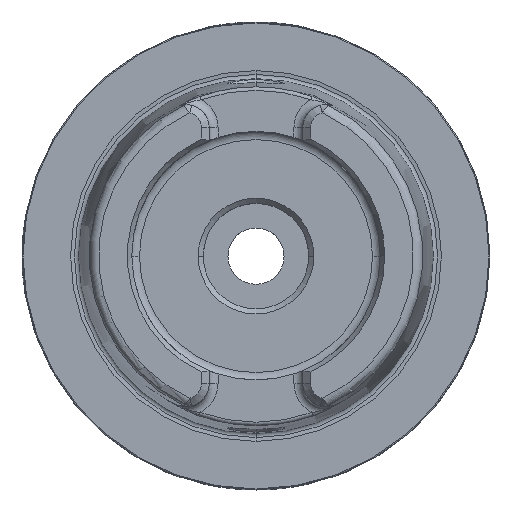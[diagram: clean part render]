
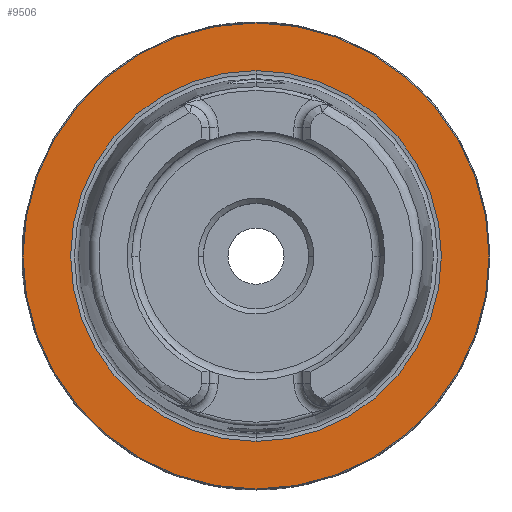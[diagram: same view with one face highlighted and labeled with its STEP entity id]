
A CAD part, top view. The second image highlights one B-rep face of the part: STEP entity #9506.
In plain terms, the highlighted planar face has unit normal (0, 0, 1).
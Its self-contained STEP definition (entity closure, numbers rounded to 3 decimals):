
#184 = ORIENTED_EDGE ( 'NONE', *, *, #12213, .T. ) ;
#436 = DIRECTION ( 'NONE',  ( 0., -1., 0. ) ) ;
#552 = AXIS2_PLACEMENT_3D ( 'NONE', #6873, #1214, #7788 ) ;
#647 = CIRCLE ( 'NONE', #5571, 39.59 ) ;
#1082 = CARTESIAN_POINT ( 'NONE',  ( 0., 49.965, 0. ) ) ;
#1214 = DIRECTION ( 'NONE',  ( 0., 0., -1. ) ) ;
#1984 = DIRECTION ( 'NONE',  ( 0., -1., 0. ) ) ;
#2019 = CARTESIAN_POINT ( 'NONE',  ( 0., 0., 0. ) ) ;
#2417 = CIRCLE ( 'NONE', #10996, 49.765 ) ;
#2436 = ORIENTED_EDGE ( 'NONE', *, *, #11161, .T. ) ;
#2732 = FACE_OUTER_BOUND ( 'NONE', #8756, .T. ) ;
#2944 = DIRECTION ( 'NONE',  ( 0., -1., 0. ) ) ;
#3027 = FACE_BOUND ( 'NONE', #9644, .T. ) ;
#3790 = CARTESIAN_POINT ( 'NONE',  ( 0., -39.59, 0. ) ) ;
#3924 = EDGE_CURVE ( 'NONE', #10082, #4729, #647, .T. ) ;
#4471 = CARTESIAN_POINT ( 'NONE',  ( 0., 0., 0. ) ) ;
#4729 = VERTEX_POINT ( 'NONE', #3790 ) ;
#4909 = CIRCLE ( 'NONE', #7477, 49.765 ) ;
#5144 = CARTESIAN_POINT ( 'NONE',  ( 0., -49.765, 0. ) ) ;
#5428 = DIRECTION ( 'NONE',  ( 0., 1., 0. ) ) ;
#5541 = EDGE_CURVE ( 'NONE', #10916, #7932, #4909, .T. ) ;
#5571 = AXIS2_PLACEMENT_3D ( 'NONE', #4471, #11069, #5428 ) ;
#6109 = DIRECTION ( 'NONE',  ( 0., 0., 1. ) ) ;
#6698 = PLANE ( 'NONE',  #10763 ) ;
#6873 = CARTESIAN_POINT ( 'NONE',  ( 0., 0., 0. ) ) ;
#7224 = ORIENTED_EDGE ( 'NONE', *, *, #5541, .T. ) ;
#7477 = AXIS2_PLACEMENT_3D ( 'NONE', #11763, #6109, #436 ) ;
#7658 = DIRECTION ( 'NONE',  ( 0., 0., 1. ) ) ;
#7788 = DIRECTION ( 'NONE',  ( 0., 1., 0. ) ) ;
#7932 = VERTEX_POINT ( 'NONE', #5144 ) ;
#7963 = CARTESIAN_POINT ( 'NONE',  ( 0., 49.765, 0. ) ) ;
#8632 = DIRECTION ( 'NONE',  ( 0., 0., 1. ) ) ;
#8756 = EDGE_LOOP ( 'NONE', ( #184, #7224 ) ) ;
#9506 = ADVANCED_FACE ( 'NONE', ( #2732, #3027 ), #6698, .T. ) ;
#9644 = EDGE_LOOP ( 'NONE', ( #2436, #11825 ) ) ;
#9788 = CARTESIAN_POINT ( 'NONE',  ( 0., 39.59, 0. ) ) ;
#9835 = CIRCLE ( 'NONE', #552, 39.59 ) ;
#10082 = VERTEX_POINT ( 'NONE', #9788 ) ;
#10763 = AXIS2_PLACEMENT_3D ( 'NONE', #1082, #7658, #1984 ) ;
#10916 = VERTEX_POINT ( 'NONE', #7963 ) ;
#10996 = AXIS2_PLACEMENT_3D ( 'NONE', #2019, #8632, #2944 ) ;
#11069 = DIRECTION ( 'NONE',  ( 0., 0., -1. ) ) ;
#11161 = EDGE_CURVE ( 'NONE', #4729, #10082, #9835, .T. ) ;
#11763 = CARTESIAN_POINT ( 'NONE',  ( 0., 0., 0. ) ) ;
#11825 = ORIENTED_EDGE ( 'NONE', *, *, #3924, .T. ) ;
#12213 = EDGE_CURVE ( 'NONE', #7932, #10916, #2417, .T. ) ;
